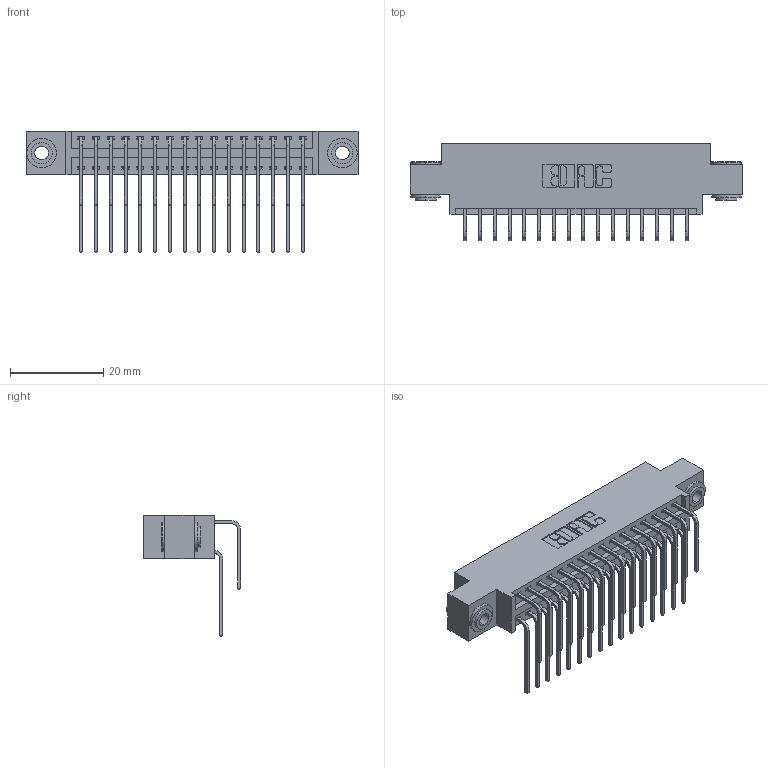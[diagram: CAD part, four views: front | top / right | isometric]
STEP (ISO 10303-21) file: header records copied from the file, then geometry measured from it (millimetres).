
FILE_DESCRIPTION (( 'STEP AP203' ), '1' );
FILE_NAME ('396-032-559-803.STEP', '2018-09-05T12:16:41', ( '' ), ( '' ), 'SwSTEP 2.0', 'SolidWorks 2016', '' );
FILE_SCHEMA (( 'CONFIG_CONTROL_DESIGN' ));
Length unit declared in the file: inch
Products named in the file (5): 346 Part_0.170 Offset - 0.156 Dia-TH; 345-292-001_558 559 Tail - 1; 345-292-001_559 Tail - 2; 345-250-002_345-250-002-102; 396-032-559-803
Assembly tree (35 placements, depth 2):
  396-032-559-803
    346 Part_0.170 Offset - 0.156 Dia-TH
    345-292-001_558 559 Tail - 1  x16
    345-292-001_559 Tail - 2  x16
    345-250-002_345-250-002-102  x2
Bounding box: 71.37 x 20.89 x 26.16 mm (x, y, z)
Volume: 6807.3 mm3; surface area: 10227.8 mm2
Topology: 35 solids, 35 shells, 1892 faces, 5569 edges, 3666 vertices
Faces by surface type: plane 1274, cylinder 610, cone 8
Entity records: 16508 total; most frequent: CARTESIAN_POINT 2786, ORIENTED_EDGE 2662, DIRECTION 2509, EDGE_CURVE 1331, VECTOR 1071, LINE 1071, VERTEX_POINT 882, AXIS2_PLACEMENT_3D 719
